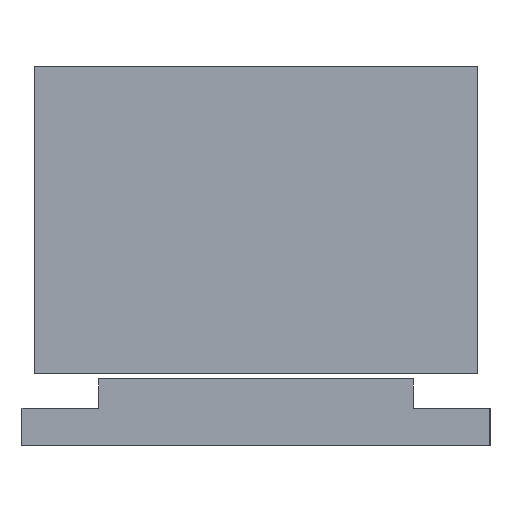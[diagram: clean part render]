
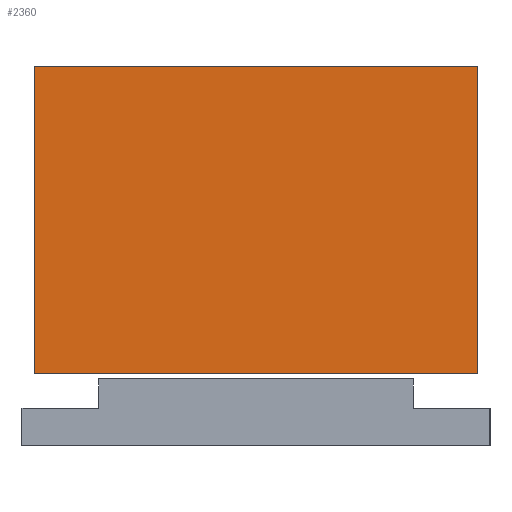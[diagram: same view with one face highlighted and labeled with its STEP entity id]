
A CAD part, left-side view. The second image highlights one B-rep face of the part: STEP entity #2360.
In plain terms, the highlighted face is planar.
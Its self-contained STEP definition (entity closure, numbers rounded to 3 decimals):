
#223 = DIRECTION ( 'NONE',  ( -1., 0., 0. ) ) ;
#271 = CARTESIAN_POINT ( 'NONE',  ( 98., 35.5, 0. ) ) ;
#390 = VERTEX_POINT ( 'NONE', #916 ) ;
#470 = CARTESIAN_POINT ( 'NONE',  ( 98., 35.5, 49.3 ) ) ;
#536 = DIRECTION ( 'NONE',  ( 0., 0., 1. ) ) ;
#554 = DIRECTION ( 'NONE',  ( 0., 0., -1. ) ) ;
#678 = VERTEX_POINT ( 'NONE', #1734 ) ;
#729 = VECTOR ( 'NONE', #3361, 1000. ) ;
#914 = LINE ( 'NONE', #2002, #2354 ) ;
#916 = CARTESIAN_POINT ( 'NONE',  ( 98., -35.5, 0. ) ) ;
#942 = ORIENTED_EDGE ( 'NONE', *, *, #968, .F. ) ;
#968 = EDGE_CURVE ( 'NONE', #1478, #2509, #1624, .T. ) ;
#1058 = ORIENTED_EDGE ( 'NONE', *, *, #2456, .T. ) ;
#1079 = FACE_OUTER_BOUND ( 'NONE', #1175, .T. ) ;
#1175 = EDGE_LOOP ( 'NONE', ( #1354, #942, #1636, #1058 ) ) ;
#1199 = CARTESIAN_POINT ( 'NONE',  ( 98., 35.5, 0. ) ) ;
#1209 = CARTESIAN_POINT ( 'NONE',  ( 98., 35.5, 49.3 ) ) ;
#1307 = VECTOR ( 'NONE', #2146, 1000. ) ;
#1354 = ORIENTED_EDGE ( 'NONE', *, *, #2544, .T. ) ;
#1478 = VERTEX_POINT ( 'NONE', #2178 ) ;
#1624 = LINE ( 'NONE', #2737, #729 ) ;
#1636 = ORIENTED_EDGE ( 'NONE', *, *, #3410, .F. ) ;
#1734 = CARTESIAN_POINT ( 'NONE',  ( 98., -35.5, 49.3 ) ) ;
#1757 = LINE ( 'NONE', #1199, #2570 ) ;
#1971 = PLANE ( 'NONE',  #1992 ) ;
#1992 = AXIS2_PLACEMENT_3D ( 'NONE', #470, #223, #536 ) ;
#2002 = CARTESIAN_POINT ( 'NONE',  ( 98., -35.5, 49.3 ) ) ;
#2146 = DIRECTION ( 'NONE',  ( 0., 1., 0. ) ) ;
#2178 = CARTESIAN_POINT ( 'NONE',  ( 98., 35.5, 49.3 ) ) ;
#2354 = VECTOR ( 'NONE', #554, 1000. ) ;
#2360 = ADVANCED_FACE ( 'NONE', ( #1079 ), #1971, .F. ) ;
#2456 = EDGE_CURVE ( 'NONE', #678, #390, #914, .T. ) ;
#2461 = DIRECTION ( 'NONE',  ( 0., 1., 0. ) ) ;
#2509 = VERTEX_POINT ( 'NONE', #271 ) ;
#2544 = EDGE_CURVE ( 'NONE', #390, #2509, #1757, .T. ) ;
#2570 = VECTOR ( 'NONE', #2461, 1000. ) ;
#2737 = CARTESIAN_POINT ( 'NONE',  ( 98., 35.5, 49.3 ) ) ;
#3361 = DIRECTION ( 'NONE',  ( 0., 0., -1. ) ) ;
#3410 = EDGE_CURVE ( 'NONE', #678, #1478, #3517, .T. ) ;
#3517 = LINE ( 'NONE', #1209, #1307 ) ;
